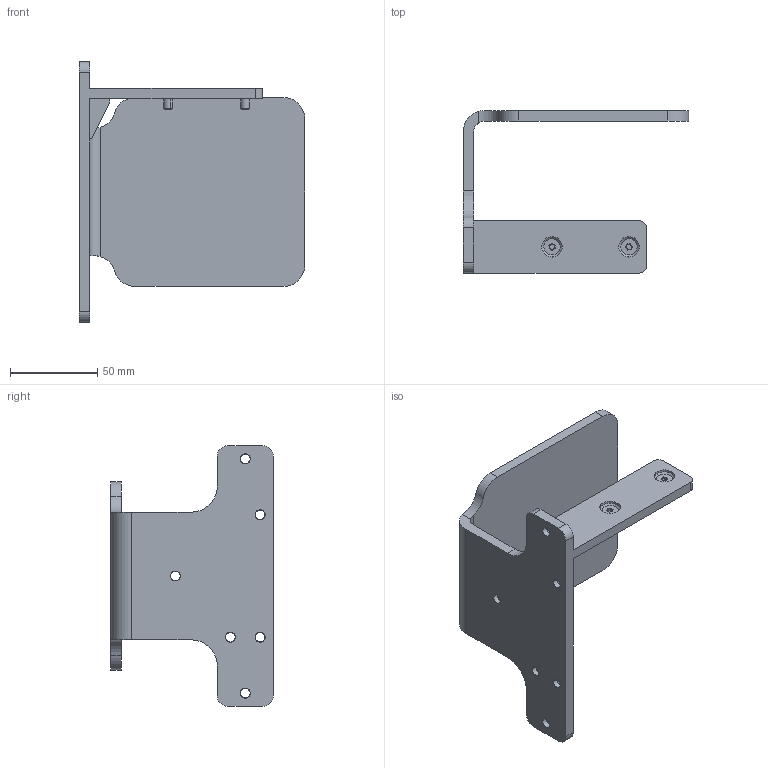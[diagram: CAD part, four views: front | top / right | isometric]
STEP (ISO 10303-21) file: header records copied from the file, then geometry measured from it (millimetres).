
FILE_DESCRIPTION(('OneSpaceDesigner STEP Export'),'2;1');
FILE_NAME('2111768.stp','2019-12-04T 9:14:42',('SICK AG'),('SICK AG'),'Creo Elements/Direct Modeling STEP processor for AP214 (Solid Model)','Creo Elements/Direct Modeling 18.1B 29-Sep-2012 (C) Parametric Technology GmbH','');
FILE_SCHEMA(('AUTOMOTIVE_DESIGN { 1 0 10303 214 1 1 1 1 }'));
Products named in the file (4): Befestigunswinkel_mit_Trittschutz_Hinten; 1B_Befestigungswinkel_mit_Trittschutz; Senkschraube_ISO_14581-M_5_x_10-Torx20.02.03; 2111768
Assembly tree (4 placements, depth 3):
  2111768
    Senkschraube_ISO_14581-M_5_x_10-Torx20.02.03  x2
    1B_Befestigungswinkel_mit_Trittschutz
      Befestigunswinkel_mit_Trittschutz_Hinten
Bounding box: 129 x 92.95 x 149 mm (x, y, z)
Volume: 147097.4 mm3; surface area: 56544.6 mm2
Topology: 3 solids, 3 shells, 968 faces, 2432 edges, 1622 vertices
Faces by surface type: extrusion 529, plane 252, cylinder 147, cone 40
Entity records: 50864 total; most frequent: CARTESIAN_POINT 28926, ORIENTED_EDGE 4756, DIRECTION 2832, EDGE_CURVE 2378, VERTEX_POINT 1588, B_SPLINE_CURVE_WITH_KNOTS 1583, VECTOR 1506, EDGE_LOOP 1112
